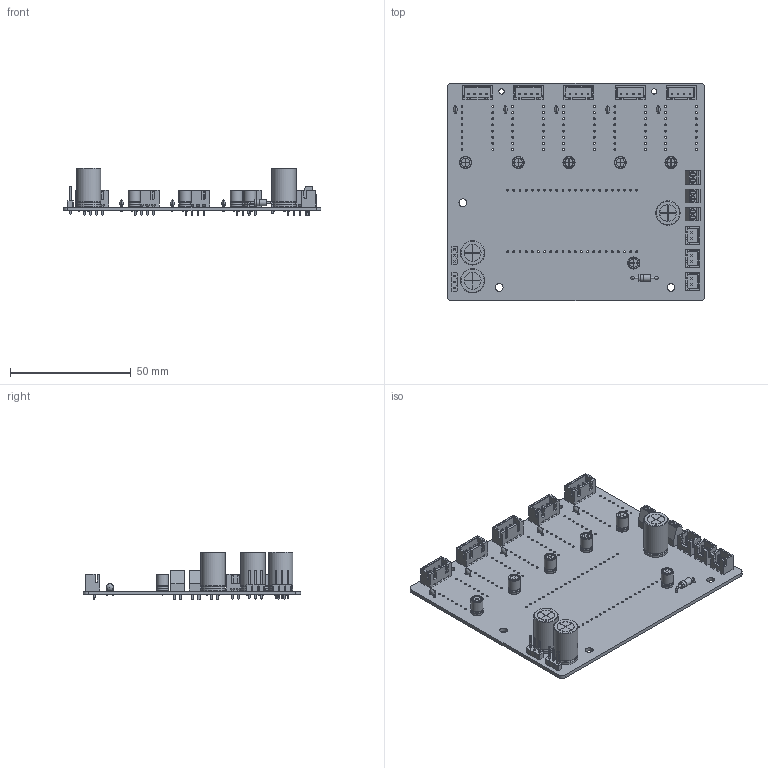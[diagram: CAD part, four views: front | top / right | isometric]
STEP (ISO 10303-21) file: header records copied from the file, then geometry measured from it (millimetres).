
FILE_DESCRIPTION(/* description */ ('KiCad electronic assembly'),/* implementation_level */ '2;1');
FILE_NAME(/* name */ '5DOF-Robotic-Arm-PCB_MK2.5.step',/* time_stamp */ '2026-01-28T09:57:27-05:00',/* author */ (''),/* organization */ (''),/* preprocessor_version */ 'ST-DEVELOPER v20.1',/* originating_system */ 'Autodesk Translation Framework v14.24.0.0',/* authorisation */ '');
FILE_SCHEMA (('AUTOMOTIVE_DESIGN { 1 0 10303 214 3 1 1 }'));
Length unit declared in the file: millimetre
Products named in the file (11): 5DOF-Robotic-Arm-PCB_MK2 1; D_DO-41_SOD81_P10.16mm_Horizontal; C_Radial_D4.0mm_H7.0mm_P1.50mm; 5DOF-Robotic-Arm-PCB_MK2_PCB; PinHeader_1x03_P2.54mm_Vertical; TerminalBlock_Phoenix_MPT-0,5-2-2.54_1x02_P2.54mm_Horizontal; C_Radial_D10.0mm_H16.0mm_P5.00mm; JST_XH_B4B-XH-A_1x04_P2.50mm_Vertical; JST_XH_B2B-XH-A_1x02_P2.50mm_Vertical; C_Disc_D3.0mm_W1.6mm_P2.50mm; C_Radial_D5.0mm_H7.0mm_P2.00mm
Assembly tree (29 placements, depth 2):
  5DOF-Robotic-Arm-PCB_MK2 1
    C_Disc_D3.0mm_W1.6mm_P2.50mm  x5
    C_Radial_D10.0mm_H16.0mm_P5.00mm  x3
    C_Radial_D5.0mm_H7.0mm_P2.00mm  x5
    JST_XH_B4B-XH-A_1x04_P2.50mm_Vertical  x5
    D_DO-41_SOD81_P10.16mm_Horizontal
    TerminalBlock_Phoenix_MPT-0,5-2-2.54_1x02_P2.54mm_Horizontal  x3
    JST_XH_B2B-XH-A_1x02_P2.50mm_Vertical  x3
    PinHeader_1x03_P2.54mm_Vertical  x2
    C_Radial_D4.0mm_H7.0mm_P1.50mm
    5DOF-Robotic-Arm-PCB_MK2_PCB
Bounding box: 106.5 x 89.89 x 19.5 mm (x, y, z)
Volume: 21272.8 mm3; surface area: 29987.8 mm2
Topology: 29 solids, 38 shells, 1933 faces, 4910 edges, 3177 vertices
Faces by surface type: plane 1519, cylinder 347, torus 39, bspline 18, sphere 10
Full cylindrical faces by diameter (mm): 0.3 x2, 0.4 x10, 0.5 x10, 0.6 x18, 0.8 x144, 0.95 x20, 1 x12, 1.1 x20, 2 x6, 2.2 x8, 2.7 x2, 2.72 x1, 3.2 x3, 3.5 x18, 5 x12, 7 x9, 10 x6
Entity records: 24260 total; most frequent: CARTESIAN_POINT 4224, DIRECTION 3988, ORIENTED_EDGE 3744, EDGE_CURVE 1872, AXIS2_PLACEMENT_3D 1365, LINE 1258, VECTOR 1258, VERTEX_POINT 1221
